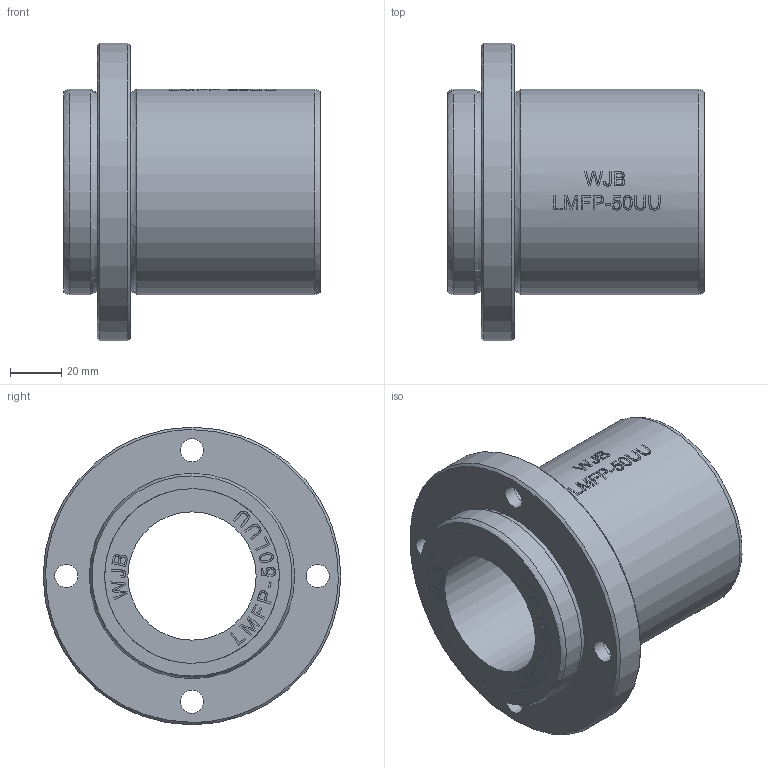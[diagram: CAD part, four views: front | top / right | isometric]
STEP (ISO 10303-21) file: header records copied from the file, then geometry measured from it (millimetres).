
FILE_DESCRIPTION(/* description */ (''),/* implementation_level */ '2;1');
FILE_NAME(/* name */ 'WJB-LMFP-50UU-2.stp',/* time_stamp */ '2019-01-26T19:16:01+08:00',/* author */ (''),/* organization */ (''),/* preprocessor_version */ 'ST-DEVELOPER v11',/* originating_system */ 'SIEMENS UGS NX 6.0',/* authorisation */ '');
FILE_SCHEMA (('AUTOMOTIVE_DESIGN { 1 0 10303 214 1 1 1 1 }'));
Length unit declared in the file: millimetre
Products named in the file (1): ROCK97E1xpn6
Bounding box: 100 x 116 x 116 mm (x, y, z)
Volume: 370094.9 mm3; surface area: 60873.1 mm2
Topology: 1 solids, 1 shells, 374 faces, 957 edges, 643 vertices
Faces by surface type: plane 239, extrusion 99, cylinder 30, torus 4, cone 2
Full cylindrical faces by diameter (mm): 9 x4, 14 x4, 50 x1, 68 x2, 80 x2, 116 x1
Entity records: 14670 total; most frequent: CARTESIAN_POINT 6217, ORIENTED_EDGE 1866, DIRECTION 1327, EDGE_CURVE 933, VERTEX_POINT 639, VECTOR 585, LINE 486, EDGE_LOOP 462
